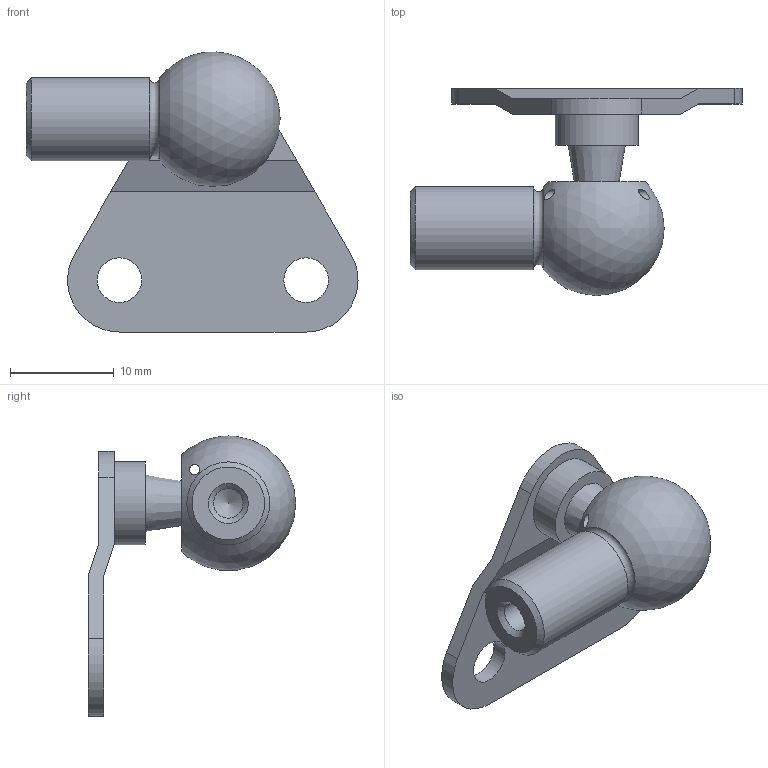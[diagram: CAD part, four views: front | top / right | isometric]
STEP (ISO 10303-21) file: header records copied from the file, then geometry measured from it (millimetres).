
FILE_DESCRIPTION(/* description */ (''),/* implementation_level */ '2;1');
FILE_NAME(/* name */ 'M3,5 kogelgewricht met plaat 888.110.000.008.stp',/* time_stamp */ '2018-11-16T12:53:34+01:00',/* author */ ('Johannes'),/* organization */ (''),/* preprocessor_version */ 'ST-DEVELOPER v15.6',/* originating_system */ 'Autodesk Inventor 2015',/* authorisation */ '');
FILE_SCHEMA (('AUTOMOTIVE_DESIGN { 1 0 10303 214 3 1 1 }'));
Length unit declared in the file: millimetre
Products named in the file (1): M3,5 kogelgewricht met plaat 888.110.000.008
Bounding box: 32 x 20 x 26.99 mm (x, y, z)
Volume: 2422.2 mm3; surface area: 2626.4 mm2
Topology: 3 solids, 3 shells, 41 faces, 95 edges, 62 vertices
Faces by surface type: plane 17, cylinder 13, cone 4, torus 4, sphere 3
Full cylindrical faces by diameter (mm): 1 x2, 2.85 x1, 4.3 x2, 8 x4, 9.5 x1
Entity records: 1194 total; most frequent: CARTESIAN_POINT 318, DIRECTION 185, ORIENTED_EDGE 140, AXIS2_PLACEMENT_3D 80, EDGE_LOOP 73, EDGE_CURVE 67, VERTEX_POINT 53, FACE_OUTER_BOUND 41
